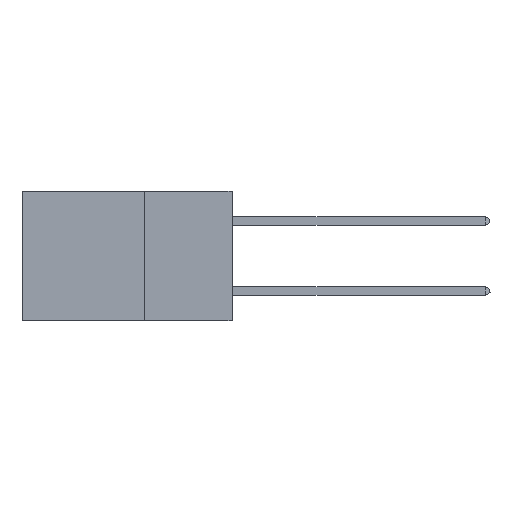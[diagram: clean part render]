
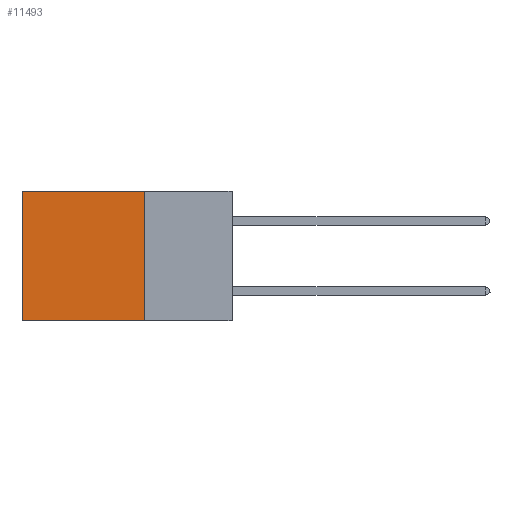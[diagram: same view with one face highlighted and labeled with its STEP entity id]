
A CAD part, left-side view. The second image highlights one B-rep face of the part: STEP entity #11493.
In plain terms, the highlighted planar face has unit normal (-1, 0, 0).
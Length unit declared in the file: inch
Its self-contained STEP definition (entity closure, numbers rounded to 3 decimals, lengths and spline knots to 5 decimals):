
#1202 = ORIENTED_EDGE ( 'NONE', *, *, #3252, .T. ) ;
#1254 = LINE ( 'NONE', #15022, #10210 ) ;
#1482 = VERTEX_POINT ( 'NONE', #2457 ) ;
#1827 = VECTOR ( 'NONE', #13399, 39.37008 ) ;
#2316 = CARTESIAN_POINT ( 'NONE',  ( 0.2875, 0.25, 0. ) ) ;
#2457 = CARTESIAN_POINT ( 'NONE',  ( 0.2875, 0.6, 0. ) ) ;
#3083 = EDGE_CURVE ( 'NONE', #4697, #6978, #1254, .T. ) ;
#3234 = EDGE_LOOP ( 'NONE', ( #9831, #3477, #11661, #1202 ) ) ;
#3252 = EDGE_CURVE ( 'NONE', #4697, #1482, #17255, .T. ) ;
#3286 = CARTESIAN_POINT ( 'NONE',  ( 0.2875, 0.25, 0. ) ) ;
#3477 = ORIENTED_EDGE ( 'NONE', *, *, #14456, .F. ) ;
#3853 = AXIS2_PLACEMENT_3D ( 'NONE', #15014, #13361, #12243 ) ;
#4134 = VECTOR ( 'NONE', #12029, 39.37008 ) ;
#4670 = CARTESIAN_POINT ( 'NONE',  ( 0.2875, 0.6, -0.37 ) ) ;
#4697 = VERTEX_POINT ( 'NONE', #2316 ) ;
#5353 = CARTESIAN_POINT ( 'NONE',  ( 0.2875, 0.6, 0. ) ) ;
#6978 = VERTEX_POINT ( 'NONE', #9038 ) ;
#7744 = PLANE ( 'NONE',  #3853 ) ;
#7819 = DIRECTION ( 'NONE',  ( 0., 0., -1. ) ) ;
#9038 = CARTESIAN_POINT ( 'NONE',  ( 0.2875, 0.25, -0.37 ) ) ;
#9831 = ORIENTED_EDGE ( 'NONE', *, *, #17646, .T. ) ;
#10210 = VECTOR ( 'NONE', #7819, 39.37008 ) ;
#10988 = DIRECTION ( 'NONE',  ( 0., 0., -1. ) ) ;
#11493 = ADVANCED_FACE ( 'NONE', ( #14365 ), #7744, .F. ) ;
#11661 = ORIENTED_EDGE ( 'NONE', *, *, #3083, .F. ) ;
#12029 = DIRECTION ( 'NONE',  ( 0., 1., 0. ) ) ;
#12243 = DIRECTION ( 'NONE',  ( 0., 0., -1. ) ) ;
#13165 = VECTOR ( 'NONE', #10988, 39.37008 ) ;
#13361 = DIRECTION ( 'NONE',  ( 1., 0., 0. ) ) ;
#13399 = DIRECTION ( 'NONE',  ( 0., 1., 0. ) ) ;
#14365 = FACE_OUTER_BOUND ( 'NONE', #3234, .T. ) ;
#14456 = EDGE_CURVE ( 'NONE', #6978, #16355, #16726, .T. ) ;
#15014 = CARTESIAN_POINT ( 'NONE',  ( 0.2875, 0.25, 0. ) ) ;
#15022 = CARTESIAN_POINT ( 'NONE',  ( 0.2875, 0.25, 0. ) ) ;
#16355 = VERTEX_POINT ( 'NONE', #4670 ) ;
#16726 = LINE ( 'NONE', #17841, #1827 ) ;
#17040 = LINE ( 'NONE', #5353, #13165 ) ;
#17255 = LINE ( 'NONE', #3286, #4134 ) ;
#17646 = EDGE_CURVE ( 'NONE', #1482, #16355, #17040, .T. ) ;
#17841 = CARTESIAN_POINT ( 'NONE',  ( 0.2875, 0.25, -0.37 ) ) ;
